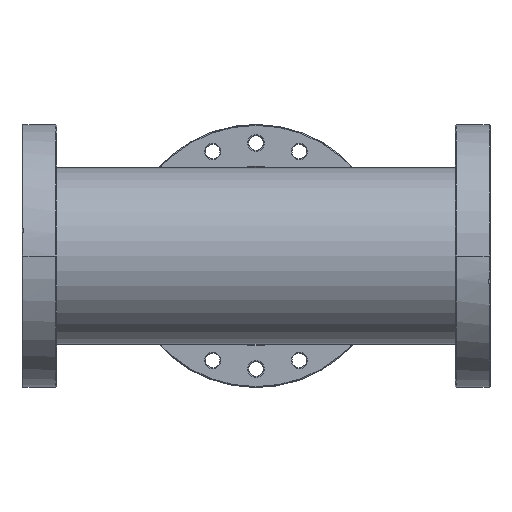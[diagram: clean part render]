
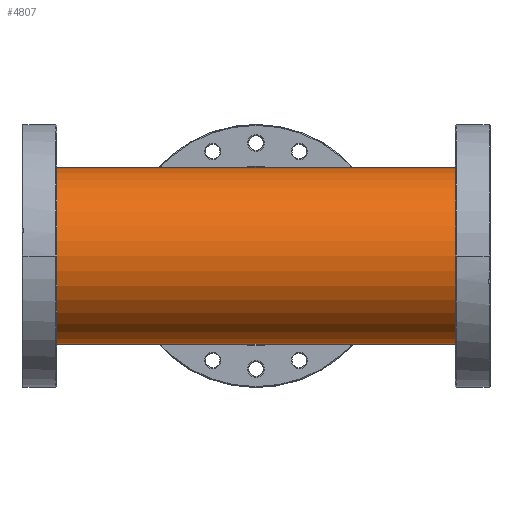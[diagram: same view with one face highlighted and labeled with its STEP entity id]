
A CAD part, front view. The second image highlights one B-rep face of the part: STEP entity #4807.
In plain terms, the highlighted cylindrical face has radius 50.8 mm (diameter 101.6 mm), a partial arc.
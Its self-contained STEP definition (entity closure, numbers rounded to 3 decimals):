
#125 = CARTESIAN_POINT ( 'NONE',  ( -123.9, 0., 0. ) ) ;
#257 = AXIS2_PLACEMENT_3D ( 'NONE', #4616, #1544, #1914 ) ;
#322 = ORIENTED_EDGE ( 'NONE', *, *, #1251, .T. ) ;
#324 = VERTEX_POINT ( 'NONE', #3574 ) ;
#381 = VECTOR ( 'NONE', #2708, 1000. ) ;
#430 = EDGE_CURVE ( 'NONE', #584, #1145, #657, .T. ) ;
#435 = EDGE_CURVE ( 'NONE', #324, #584, #4060, .T. ) ;
#525 = DIRECTION ( 'NONE',  ( 0., 0., -1. ) ) ;
#584 = VERTEX_POINT ( 'NONE', #2267 ) ;
#587 = CARTESIAN_POINT ( 'NONE',  ( 123.9, 0., -50.8 ) ) ;
#653 = AXIS2_PLACEMENT_3D ( 'NONE', #4123, #1815, #4523 ) ;
#657 = LINE ( 'NONE', #587, #2238 ) ;
#722 = VERTEX_POINT ( 'NONE', #1990 ) ;
#1038 = EDGE_CURVE ( 'NONE', #324, #4628, #2453, .T. ) ;
#1129 = ORIENTED_EDGE ( 'NONE', *, *, #4758, .F. ) ;
#1137 = EDGE_LOOP ( 'NONE', ( #4144, #4714, #1638, #322, #1353, #1129 ) ) ;
#1145 = VERTEX_POINT ( 'NONE', #4141 ) ;
#1251 = EDGE_CURVE ( 'NONE', #4628, #3312, #3294, .T. ) ;
#1353 = ORIENTED_EDGE ( 'NONE', *, *, #3672, .T. ) ;
#1501 = CARTESIAN_POINT ( 'NONE',  ( 123.9, 0., -50.8 ) ) ;
#1544 = DIRECTION ( 'NONE',  ( -1., 0., 0. ) ) ;
#1638 = ORIENTED_EDGE ( 'NONE', *, *, #1038, .T. ) ;
#1815 = DIRECTION ( 'NONE',  ( 1., 0., 0. ) ) ;
#1914 = DIRECTION ( 'NONE',  ( 0., 0., 1. ) ) ;
#1990 = CARTESIAN_POINT ( 'NONE',  ( -123.9, 0., -50.8 ) ) ;
#2172 = CARTESIAN_POINT ( 'NONE',  ( 0., 0., 50.8 ) ) ;
#2238 = VECTOR ( 'NONE', #4001, 1000. ) ;
#2267 = CARTESIAN_POINT ( 'NONE',  ( 123.9, 0., -50.8 ) ) ;
#2304 = CARTESIAN_POINT ( 'NONE',  ( -123.9, 0., 50.8 ) ) ;
#2453 = LINE ( 'NONE', #4266, #3355 ) ;
#2708 = DIRECTION ( 'NONE',  ( -1., 0., 0. ) ) ;
#2785 = DIRECTION ( 'NONE',  ( 1., 0., 0. ) ) ;
#2805 = VECTOR ( 'NONE', #3433, 1000. ) ;
#2974 = CIRCLE ( 'NONE', #3468, 50.8 ) ;
#3294 = LINE ( 'NONE', #3445, #381 ) ;
#3312 = VERTEX_POINT ( 'NONE', #2304 ) ;
#3355 = VECTOR ( 'NONE', #3454, 1000. ) ;
#3433 = DIRECTION ( 'NONE',  ( -1., 0., 0. ) ) ;
#3445 = CARTESIAN_POINT ( 'NONE',  ( 123.9, 0., 50.8 ) ) ;
#3454 = DIRECTION ( 'NONE',  ( -1., 0., 0. ) ) ;
#3468 = AXIS2_PLACEMENT_3D ( 'NONE', #125, #2785, #525 ) ;
#3574 = CARTESIAN_POINT ( 'NONE',  ( 123.9, 0., 50.8 ) ) ;
#3592 = FACE_OUTER_BOUND ( 'NONE', #1137, .T. ) ;
#3672 = EDGE_CURVE ( 'NONE', #3312, #722, #2974, .T. ) ;
#3705 = CYLINDRICAL_SURFACE ( 'NONE', #257, 50.8 ) ;
#3827 = LINE ( 'NONE', #1501, #2805 ) ;
#4001 = DIRECTION ( 'NONE',  ( -1., 0., 0. ) ) ;
#4060 = CIRCLE ( 'NONE', #653, 50.8 ) ;
#4123 = CARTESIAN_POINT ( 'NONE',  ( 123.9, 0., 0. ) ) ;
#4141 = CARTESIAN_POINT ( 'NONE',  ( 0., 0., -50.8 ) ) ;
#4144 = ORIENTED_EDGE ( 'NONE', *, *, #430, .F. ) ;
#4266 = CARTESIAN_POINT ( 'NONE',  ( 123.9, 0., 50.8 ) ) ;
#4523 = DIRECTION ( 'NONE',  ( 0., 0., -1. ) ) ;
#4616 = CARTESIAN_POINT ( 'NONE',  ( 123.9, 0., 0. ) ) ;
#4628 = VERTEX_POINT ( 'NONE', #2172 ) ;
#4714 = ORIENTED_EDGE ( 'NONE', *, *, #435, .F. ) ;
#4758 = EDGE_CURVE ( 'NONE', #1145, #722, #3827, .T. ) ;
#4807 = ADVANCED_FACE ( 'NONE', ( #3592 ), #3705, .T. ) ;
